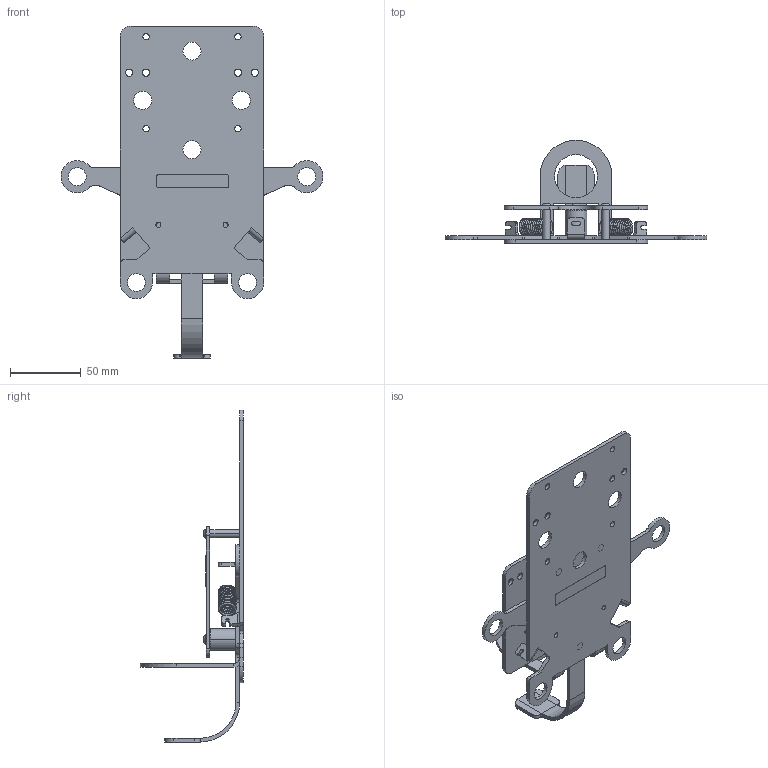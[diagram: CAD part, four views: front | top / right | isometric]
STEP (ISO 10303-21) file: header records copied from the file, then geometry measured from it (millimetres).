
FILE_DESCRIPTION((''),'2;1');
FILE_NAME('152516_SW','2010-06-23T',('banengservice'),('BANNER ENGINEERING'),'PRO/ENGINEER BY PARAMETRIC TECHNOLOGY CORPORATION, 2009141','PRO/ENGINEER BY PARAMETRIC TECHNOLOGY CORPORATION, 2009141','');
FILE_SCHEMA(('CONFIG_CONTROL_DESIGN'));
Length unit declared in the file: inch
Products named in the file (1): 152516_SW
Bounding box: 185.42 x 73.3 x 235.07 mm (x, y, z)
Volume: 100299.3 mm3; surface area: 76155.3 mm2
Topology: 1 solids, 1 shells, 357 faces, 921 edges, 577 vertices
Faces by surface type: plane 171, cylinder 139, cone 24, bspline 20, sphere 3
Entity records: 30105 total; most frequent: CARTESIAN_POINT 21218, ORIENTED_EDGE 1842, DIRECTION 1837, EDGE_CURVE 921, AXIS2_PLACEMENT_3D 678, VERTEX_POINT 577, VECTOR 481, LINE 481
